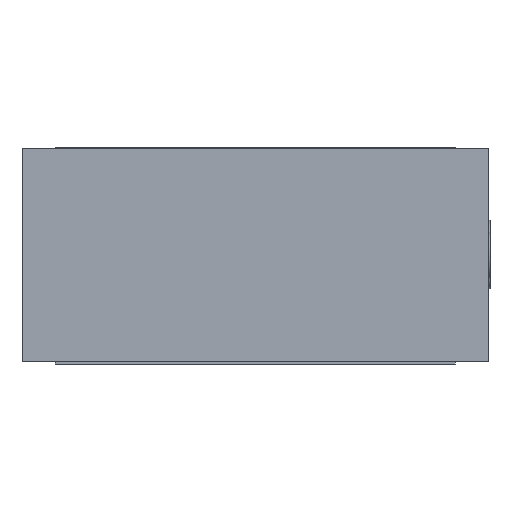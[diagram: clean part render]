
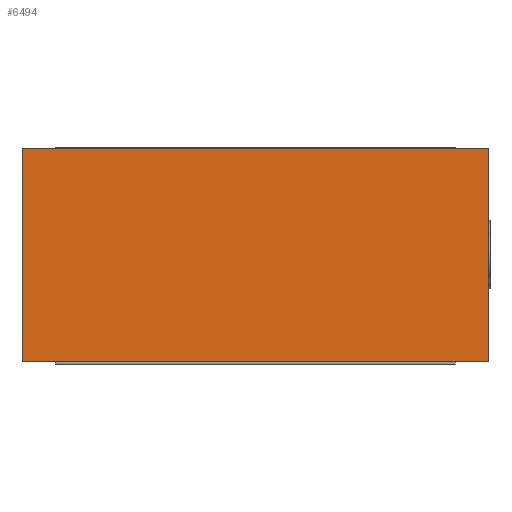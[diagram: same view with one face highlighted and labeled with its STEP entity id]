
A CAD part, left-side view. The second image highlights one B-rep face of the part: STEP entity #6494.
In plain terms, the highlighted planar face has unit normal (-1, 0, 0).
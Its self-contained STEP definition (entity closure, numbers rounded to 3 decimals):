
#176 = FACE_OUTER_BOUND ( 'NONE', #3466, .T. ) ;
#1158 = VECTOR ( 'NONE', #5749, 1000. ) ;
#1242 = CARTESIAN_POINT ( 'NONE',  ( -11.5, 1.75, 0.8 ) ) ;
#1798 = EDGE_CURVE ( 'NONE', #5943, #3669, #2749, .T. ) ;
#2434 = CARTESIAN_POINT ( 'NONE',  ( -11.5, 1.75, 0.8 ) ) ;
#2749 = LINE ( 'NONE', #7646, #1158 ) ;
#2781 = VECTOR ( 'NONE', #4847, 1000. ) ;
#2943 = CARTESIAN_POINT ( 'NONE',  ( -11.5, 1.75, -0.8 ) ) ;
#3466 = EDGE_LOOP ( 'NONE', ( #9469, #12159, #9275, #5146 ) ) ;
#3669 = VERTEX_POINT ( 'NONE', #5156 ) ;
#4157 = EDGE_CURVE ( 'NONE', #5137, #4626, #4523, .T. ) ;
#4523 = LINE ( 'NONE', #2434, #5419 ) ;
#4626 = VERTEX_POINT ( 'NONE', #10125 ) ;
#4847 = DIRECTION ( 'NONE',  ( 0., -1., 0. ) ) ;
#5137 = VERTEX_POINT ( 'NONE', #1242 ) ;
#5146 = ORIENTED_EDGE ( 'NONE', *, *, #4157, .T. ) ;
#5156 = CARTESIAN_POINT ( 'NONE',  ( -11.5, -1.75, -0.8 ) ) ;
#5243 = PLANE ( 'NONE',  #5548 ) ;
#5419 = VECTOR ( 'NONE', #8510, 1000. ) ;
#5452 = LINE ( 'NONE', #8275, #8209 ) ;
#5548 = AXIS2_PLACEMENT_3D ( 'NONE', #12403, #9850, #11734 ) ;
#5749 = DIRECTION ( 'NONE',  ( 0., 0., -1. ) ) ;
#5943 = VERTEX_POINT ( 'NONE', #11655 ) ;
#6494 = ADVANCED_FACE ( 'NONE', ( #176 ), #5243, .F. ) ;
#7646 = CARTESIAN_POINT ( 'NONE',  ( -11.5, -1.75, 0.8 ) ) ;
#8209 = VECTOR ( 'NONE', #9445, 1000. ) ;
#8275 = CARTESIAN_POINT ( 'NONE',  ( -11.5, 1.75, 0.8 ) ) ;
#8510 = DIRECTION ( 'NONE',  ( 0., 0., -1. ) ) ;
#8513 = EDGE_CURVE ( 'NONE', #5137, #5943, #5452, .T. ) ;
#8765 = LINE ( 'NONE', #2943, #2781 ) ;
#9275 = ORIENTED_EDGE ( 'NONE', *, *, #8513, .F. ) ;
#9445 = DIRECTION ( 'NONE',  ( 0., -1., 0. ) ) ;
#9469 = ORIENTED_EDGE ( 'NONE', *, *, #9708, .T. ) ;
#9708 = EDGE_CURVE ( 'NONE', #4626, #3669, #8765, .T. ) ;
#9850 = DIRECTION ( 'NONE',  ( 1., 0., 0. ) ) ;
#10125 = CARTESIAN_POINT ( 'NONE',  ( -11.5, 1.75, -0.8 ) ) ;
#11655 = CARTESIAN_POINT ( 'NONE',  ( -11.5, -1.75, 0.8 ) ) ;
#11734 = DIRECTION ( 'NONE',  ( 0., 0., -1. ) ) ;
#12159 = ORIENTED_EDGE ( 'NONE', *, *, #1798, .F. ) ;
#12403 = CARTESIAN_POINT ( 'NONE',  ( -11.5, 1.75, 0.8 ) ) ;
